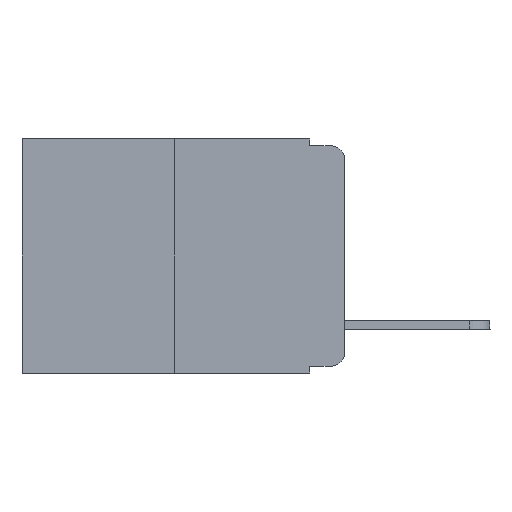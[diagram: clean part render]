
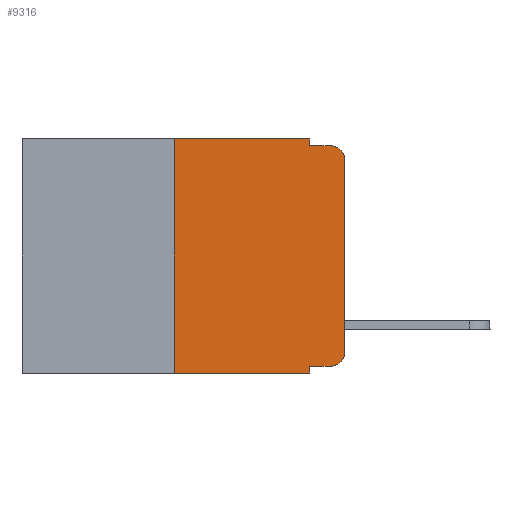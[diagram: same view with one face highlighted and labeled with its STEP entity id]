
A CAD part, left-side view. The second image highlights one B-rep face of the part: STEP entity #9316.
In plain terms, the highlighted planar face has unit normal (-1, 0, 0).
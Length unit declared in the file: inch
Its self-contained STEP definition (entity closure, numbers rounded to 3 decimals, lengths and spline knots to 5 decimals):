
#283 = VERTEX_POINT ( 'NONE', #16431 ) ;
#344 = CARTESIAN_POINT ( 'NONE',  ( 0., 0.25, 0. ) ) ;
#416 = CARTESIAN_POINT ( 'NONE',  ( 0., 0., 0. ) ) ;
#550 = LINE ( 'NONE', #13149, #2742 ) ;
#773 = CARTESIAN_POINT ( 'NONE',  ( 0., 0.473, -0.343 ) ) ;
#877 = VERTEX_POINT ( 'NONE', #344 ) ;
#888 = LINE ( 'NONE', #11628, #13249 ) ;
#989 = DIRECTION ( 'NONE',  ( 0., 0., -1. ) ) ;
#1104 = CIRCLE ( 'NONE', #15382, 0.02 ) ;
#1314 = EDGE_CURVE ( 'NONE', #283, #15683, #15246, .T. ) ;
#1609 = DIRECTION ( 'NONE',  ( -1., 0., 0. ) ) ;
#1829 = DIRECTION ( 'NONE',  ( 0., 0., 1. ) ) ;
#2594 = ORIENTED_EDGE ( 'NONE', *, *, #9605, .F. ) ;
#2723 = DIRECTION ( 'NONE',  ( 0., -1., 0. ) ) ;
#2742 = VECTOR ( 'NONE', #4423, 39.37008 ) ;
#2971 = ORIENTED_EDGE ( 'NONE', *, *, #13460, .T. ) ;
#4116 = CARTESIAN_POINT ( 'NONE',  ( 0., 0.051, -0.333 ) ) ;
#4361 = VECTOR ( 'NONE', #1829, 39.37008 ) ;
#4384 = EDGE_CURVE ( 'NONE', #4551, #18790, #20810, .T. ) ;
#4423 = DIRECTION ( 'NONE',  ( 0., -1., 0. ) ) ;
#4452 = CARTESIAN_POINT ( 'NONE',  ( 0., 0.25, 0. ) ) ;
#4551 = VERTEX_POINT ( 'NONE', #4764 ) ;
#4764 = CARTESIAN_POINT ( 'NONE',  ( 0., 0.25, -0.343 ) ) ;
#4857 = VECTOR ( 'NONE', #14736, 39.37008 ) ;
#4950 = CARTESIAN_POINT ( 'NONE',  ( 0., 0.02, -0.03 ) ) ;
#5364 = VERTEX_POINT ( 'NONE', #21998 ) ;
#5478 = VERTEX_POINT ( 'NONE', #9610 ) ;
#5491 = EDGE_CURVE ( 'NONE', #10595, #18790, #888, .T. ) ;
#5828 = LINE ( 'NONE', #416, #4361 ) ;
#5887 = LINE ( 'NONE', #4116, #6661 ) ;
#6480 = ORIENTED_EDGE ( 'NONE', *, *, #4384, .T. ) ;
#6661 = VECTOR ( 'NONE', #11318, 39.37008 ) ;
#6696 = VECTOR ( 'NONE', #989, 39.37008 ) ;
#7299 = EDGE_CURVE ( 'NONE', #4551, #877, #9305, .T. ) ;
#7361 = DIRECTION ( 'NONE',  ( 0., 0., -1. ) ) ;
#8162 = LINE ( 'NONE', #17167, #6696 ) ;
#8482 = VERTEX_POINT ( 'NONE', #10749 ) ;
#8966 = ORIENTED_EDGE ( 'NONE', *, *, #9110, .F. ) ;
#9110 = EDGE_CURVE ( 'NONE', #877, #5478, #550, .T. ) ;
#9305 = LINE ( 'NONE', #4452, #4857 ) ;
#9316 = ADVANCED_FACE ( 'NONE', ( #21289 ), #17882, .F. ) ;
#9605 = EDGE_CURVE ( 'NONE', #5478, #283, #8162, .T. ) ;
#9610 = CARTESIAN_POINT ( 'NONE',  ( 0., 0.051, 0. ) ) ;
#10258 = EDGE_CURVE ( 'NONE', #5364, #15683, #1104, .T. ) ;
#10294 = VECTOR ( 'NONE', #20574, 39.37008 ) ;
#10595 = VERTEX_POINT ( 'NONE', #19668 ) ;
#10749 = CARTESIAN_POINT ( 'NONE',  ( 0., 0., -0.313 ) ) ;
#11318 = DIRECTION ( 'NONE',  ( 0., -1., 0. ) ) ;
#11628 = CARTESIAN_POINT ( 'NONE',  ( 0., 0.051, 0. ) ) ;
#11969 = VERTEX_POINT ( 'NONE', #18046 ) ;
#12539 = CARTESIAN_POINT ( 'NONE',  ( 0., 0.473, 0. ) ) ;
#13149 = CARTESIAN_POINT ( 'NONE',  ( 0., 0.473, 0. ) ) ;
#13249 = VECTOR ( 'NONE', #13716, 39.37008 ) ;
#13460 = EDGE_CURVE ( 'NONE', #11969, #8482, #21882, .T. ) ;
#13462 = EDGE_LOOP ( 'NONE', ( #19358, #21896, #22027, #2594, #8966, #16582, #6480, #15443, #13637, #2971 ) ) ;
#13637 = ORIENTED_EDGE ( 'NONE', *, *, #20896, .T. ) ;
#13716 = DIRECTION ( 'NONE',  ( 0., 0., -1. ) ) ;
#14736 = DIRECTION ( 'NONE',  ( 0., 0., 1. ) ) ;
#15208 = CARTESIAN_POINT ( 'NONE',  ( 0., 0.051, -0.343 ) ) ;
#15246 = LINE ( 'NONE', #20677, #16045 ) ;
#15382 = AXIS2_PLACEMENT_3D ( 'NONE', #4950, #17496, #23232 ) ;
#15443 = ORIENTED_EDGE ( 'NONE', *, *, #5491, .F. ) ;
#15569 = AXIS2_PLACEMENT_3D ( 'NONE', #12539, #15876, #7361 ) ;
#15683 = VERTEX_POINT ( 'NONE', #20958 ) ;
#15876 = DIRECTION ( 'NONE',  ( 1., 0., 0. ) ) ;
#16011 = CARTESIAN_POINT ( 'NONE',  ( 0., 0.02, -0.313 ) ) ;
#16045 = VECTOR ( 'NONE', #2723, 39.37008 ) ;
#16431 = CARTESIAN_POINT ( 'NONE',  ( 0., 0.051, -0.01 ) ) ;
#16582 = ORIENTED_EDGE ( 'NONE', *, *, #7299, .F. ) ;
#17167 = CARTESIAN_POINT ( 'NONE',  ( 0., 0.051, 0. ) ) ;
#17496 = DIRECTION ( 'NONE',  ( -1., 0., 0. ) ) ;
#17882 = PLANE ( 'NONE',  #15569 ) ;
#18046 = CARTESIAN_POINT ( 'NONE',  ( 0., 0.02, -0.333 ) ) ;
#18790 = VERTEX_POINT ( 'NONE', #15208 ) ;
#19358 = ORIENTED_EDGE ( 'NONE', *, *, #19820, .T. ) ;
#19668 = CARTESIAN_POINT ( 'NONE',  ( 0., 0.051, -0.333 ) ) ;
#19820 = EDGE_CURVE ( 'NONE', #8482, #5364, #5828, .T. ) ;
#20574 = DIRECTION ( 'NONE',  ( 0., -1., 0. ) ) ;
#20677 = CARTESIAN_POINT ( 'NONE',  ( 0., 0.051, -0.01 ) ) ;
#20757 = AXIS2_PLACEMENT_3D ( 'NONE', #16011, #1609, #22844 ) ;
#20810 = LINE ( 'NONE', #773, #10294 ) ;
#20896 = EDGE_CURVE ( 'NONE', #10595, #11969, #5887, .T. ) ;
#20958 = CARTESIAN_POINT ( 'NONE',  ( 0., 0.02, -0.01 ) ) ;
#21289 = FACE_OUTER_BOUND ( 'NONE', #13462, .T. ) ;
#21882 = CIRCLE ( 'NONE', #20757, 0.02 ) ;
#21896 = ORIENTED_EDGE ( 'NONE', *, *, #10258, .T. ) ;
#21998 = CARTESIAN_POINT ( 'NONE',  ( 0., 0., -0.03 ) ) ;
#22027 = ORIENTED_EDGE ( 'NONE', *, *, #1314, .F. ) ;
#22844 = DIRECTION ( 'NONE',  ( 0., 0., -1. ) ) ;
#23232 = DIRECTION ( 'NONE',  ( 0., 0., -1. ) ) ;
